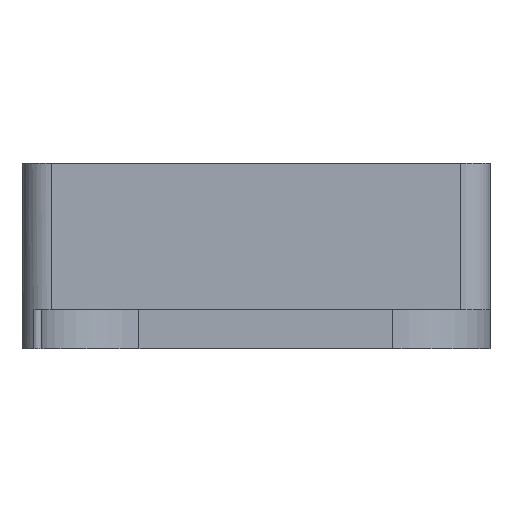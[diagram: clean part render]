
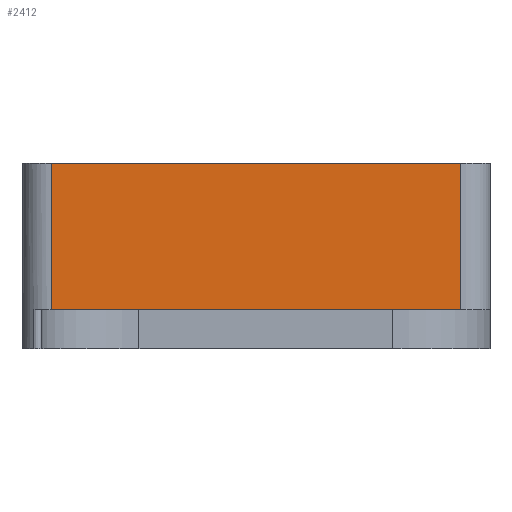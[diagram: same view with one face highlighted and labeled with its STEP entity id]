
A CAD part, front view. The second image highlights one B-rep face of the part: STEP entity #2412.
In plain terms, the highlighted planar face has unit normal (0, -1, 0).
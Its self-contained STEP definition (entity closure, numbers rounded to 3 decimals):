
#2148=CARTESIAN_POINT('',(-21.,0.,4.));
#2149=VERTEX_POINT('',#2148);
#2157=CARTESIAN_POINT('',(-21.,0.,19.));
#2158=VERTEX_POINT('',#2157);
#2159=CARTESIAN_POINT('',(-21.,0.,40.));
#2160=DIRECTION('',(0.,0.,1.));
#2161=VECTOR('',#2160,150.);
#2162=LINE('',#2159,#2161);
#2163=EDGE_CURVE('',#2149,#2158,#2162,.T.);
#2183=CARTESIAN_POINT('',(21.,0.,19.));
#2184=VERTEX_POINT('',#2183);
#2185=CARTESIAN_POINT('',(426.,0.,19.));
#2186=DIRECTION('',(-1.,0.,0.));
#2187=VECTOR('',#2186,420.);
#2188=LINE('',#2185,#2187);
#2189=EDGE_CURVE('',#2184,#2158,#2188,.T.);
#2389=CARTESIAN_POINT('',(0.,0.,0.));
#2390=DIRECTION('',(0.,-1.,0.));
#2391=DIRECTION('',(1.,0.,0.));
#2392=AXIS2_PLACEMENT_3D('',#2389,#2390,#2391);
#2393=PLANE('',#2392);
#2394=ORIENTED_EDGE('',*,*,#2163,.F.);
#2395=CARTESIAN_POINT('',(21.,0.,4.));
#2396=VERTEX_POINT('',#2395);
#2397=CARTESIAN_POINT('',(-214.5,0.,4.));
#2398=DIRECTION('',(1.,0.,-0.));
#2399=VECTOR('',#2398,420.);
#2400=LINE('',#2397,#2399);
#2401=EDGE_CURVE('',#2149,#2396,#2400,.T.);
#2402=ORIENTED_EDGE('',*,*,#2401,.T.);
#2403=CARTESIAN_POINT('',(21.,0.,190.));
#2404=DIRECTION('',(0.,0.,-1.));
#2405=VECTOR('',#2404,150.);
#2406=LINE('',#2403,#2405);
#2407=EDGE_CURVE('',#2184,#2396,#2406,.T.);
#2408=ORIENTED_EDGE('',*,*,#2407,.F.);
#2409=ORIENTED_EDGE('',*,*,#2189,.T.);
#2410=EDGE_LOOP('',(#2394,#2402,#2408,#2409));
#2411=FACE_BOUND('',#2410,.T.);
#2412=ADVANCED_FACE('',(#2411),#2393,.T.);
